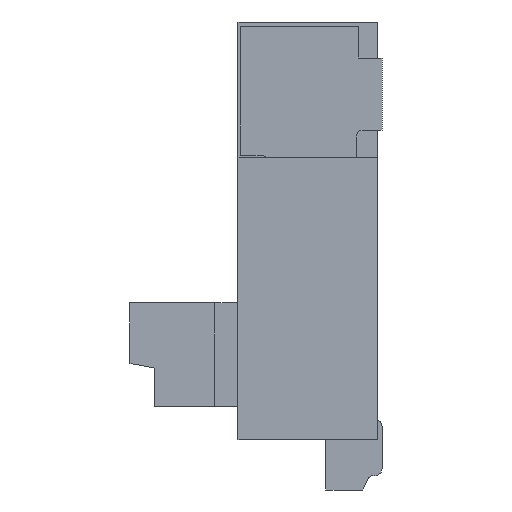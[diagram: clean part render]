
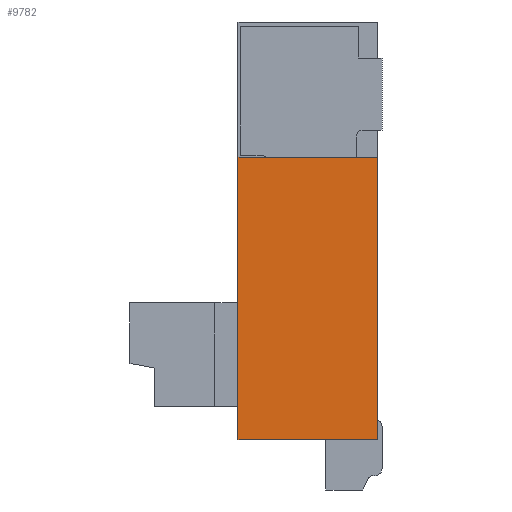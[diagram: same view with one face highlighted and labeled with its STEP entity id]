
A CAD part, left-side view. The second image highlights one B-rep face of the part: STEP entity #9782.
In plain terms, the highlighted planar face has unit normal (-1, 0, 0).
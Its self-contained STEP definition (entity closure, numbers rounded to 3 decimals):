
#794=ORIENTED_EDGE('',*,*,#2536,.T.);
#795=ORIENTED_EDGE('',*,*,#2978,.F.);
#796=ORIENTED_EDGE('',*,*,#2979,.F.);
#797=ORIENTED_EDGE('',*,*,#2801,.T.);
#2536=EDGE_CURVE('',#3696,#3695,#4456,.T.);
#2801=EDGE_CURVE('',#3882,#3696,#4721,.T.);
#2978=EDGE_CURVE('',#4013,#3695,#4898,.T.);
#2979=EDGE_CURVE('',#3882,#4013,#4899,.T.);
#3695=VERTEX_POINT('',#12888);
#3696=VERTEX_POINT('',#12890);
#3882=VERTEX_POINT('',#13409);
#4013=VERTEX_POINT('',#13751);
#4456=LINE('',#12889,#5592);
#4721=LINE('',#13408,#5857);
#4898=LINE('',#13750,#6034);
#4899=LINE('',#13752,#6035);
#5592=VECTOR('',#10760,1000.);
#5857=VECTOR('',#11161,1000.);
#6034=VECTOR('',#11406,1000.);
#6035=VECTOR('',#11407,1000.);
#6741=EDGE_LOOP('',(#794,#795,#796,#797));
#7177=FACE_BOUND('',#6741,.T.);
#7599=PLANE('',#10277);
#9782=ADVANCED_FACE('',(#7177),#7599,.F.);
#10277=AXIS2_PLACEMENT_3D('',#13749,#11404,#11405);
#10760=DIRECTION('',(0.,0.,1.));
#11161=DIRECTION('',(0.,-1.,0.));
#11404=DIRECTION('',(1.,0.,0.));
#11405=DIRECTION('',(0.,0.,-1.));
#11406=DIRECTION('',(0.,-1.,0.));
#11407=DIRECTION('',(0.,0.,1.));
#12888=CARTESIAN_POINT('',(-4.,0.,1.96));
#12889=CARTESIAN_POINT('',(-4.,0.,0.));
#12890=CARTESIAN_POINT('',(-4.,0.,0.));
#13408=CARTESIAN_POINT('',(-4.,0.97,0.));
#13409=CARTESIAN_POINT('',(-4.,0.97,0.));
#13749=CARTESIAN_POINT('',(-4.,0.97,0.));
#13750=CARTESIAN_POINT('',(-4.,0.97,1.96));
#13751=CARTESIAN_POINT('',(-4.,0.97,1.96));
#13752=CARTESIAN_POINT('',(-4.,0.97,0.));
